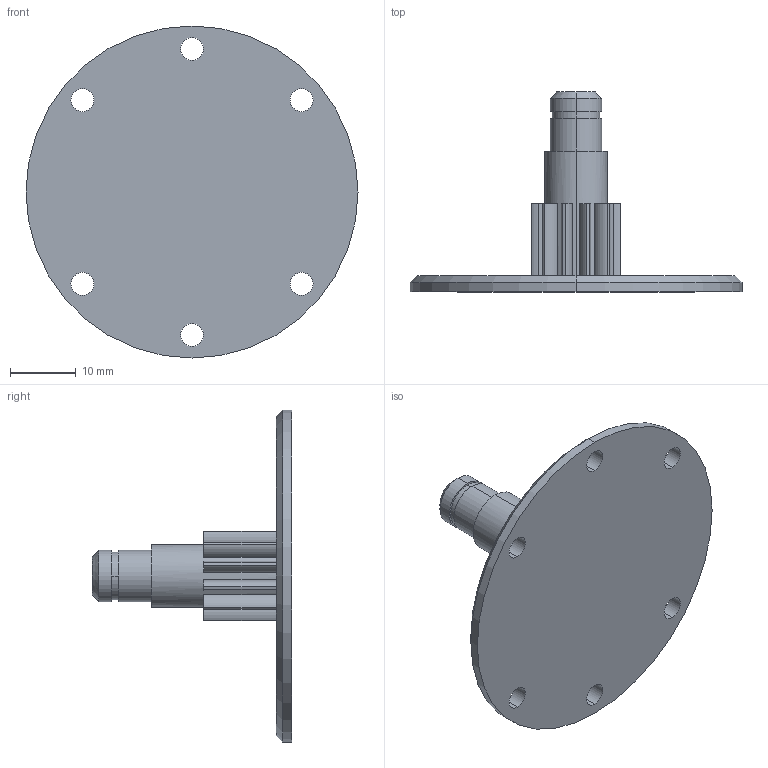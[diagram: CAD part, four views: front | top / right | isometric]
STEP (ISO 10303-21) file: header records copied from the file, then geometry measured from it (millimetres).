
FILE_DESCRIPTION (( 'STEP AP214' ), '1' );
FILE_NAME ('Planetary Gearbox-Sun.STEP', '2023-04-30T09:47:56', ( '' ), ( '' ), 'SwSTEP 2.0', 'SolidWorks 2019', '' );
FILE_SCHEMA (( 'AUTOMOTIVE_DESIGN' ));
Length unit declared in the file: millimetre
Products named in the file (1): Planetary Gearbox-Sun
Bounding box: 50.5 x 30.4 x 50.5 mm (x, y, z)
Volume: 6729.8 mm3; surface area: 5634.7 mm2
Topology: 1 solids, 1 shells, 86 faces, 236 edges, 154 vertices
Faces by surface type: cylinder 62, plane 20, cone 4
Entity records: 2872 total; most frequent: DIRECTION 564, CARTESIAN_POINT 477, ORIENTED_EDGE 472, AXIS2_PLACEMENT_3D 241, EDGE_CURVE 236, CIRCLE 154, VERTEX_POINT 154, EDGE_LOOP 100
